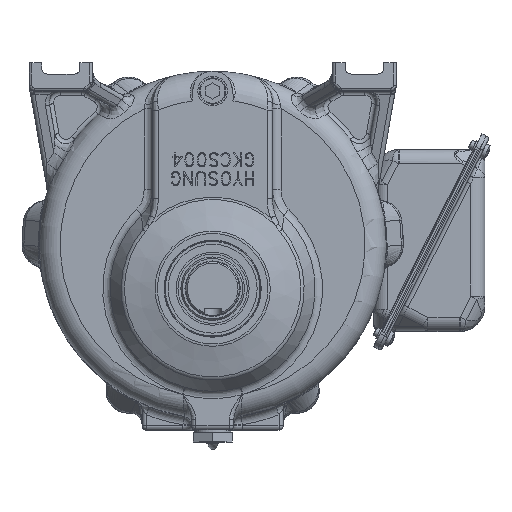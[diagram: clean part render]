
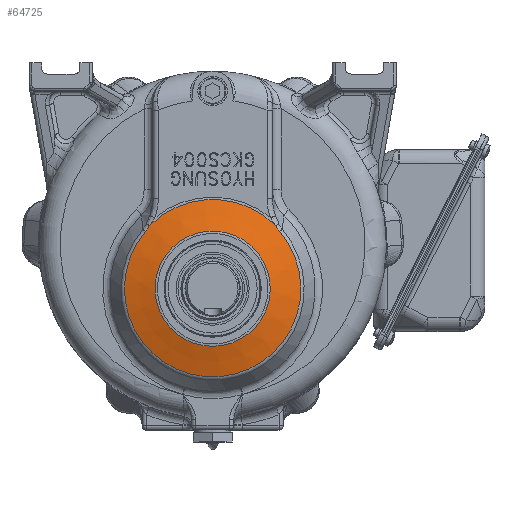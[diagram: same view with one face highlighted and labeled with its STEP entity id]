
A CAD part, top view. The second image highlights one B-rep face of the part: STEP entity #64725.
In plain terms, the highlighted conical face has half-angle 73.74 degrees and reference radius 64 mm.
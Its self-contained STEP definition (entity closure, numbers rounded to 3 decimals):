
#221=CONICAL_SURFACE('',#69209,64.,1.287);
#2101=B_SPLINE_CURVE_WITH_KNOTS('',3,(#96733,#96734,#96735,#96736),
 .UNSPECIFIED.,.F.,.F.,(4,4),(0.,0.005),
 .UNSPECIFIED.);
#2102=B_SPLINE_CURVE_WITH_KNOTS('',3,(#96740,#96741,#96742,#96743),
 .UNSPECIFIED.,.F.,.F.,(4,4),(0.,0.005),.UNSPECIFIED.);
#4905=CIRCLE('',#69210,40.823);
#4906=CIRCLE('',#69211,63.177);
#4907=CIRCLE('',#69212,62.459);
#8461=ORIENTED_EDGE('',*,*,#28532,.T.);
#8462=ORIENTED_EDGE('',*,*,#28533,.T.);
#8463=ORIENTED_EDGE('',*,*,#28534,.T.);
#8464=ORIENTED_EDGE('',*,*,#28535,.T.);
#8465=ORIENTED_EDGE('',*,*,#28536,.T.);
#28532=EDGE_CURVE('',#38543,#38543,#4905,.F.);
#28533=EDGE_CURVE('',#38544,#38545,#4906,.F.);
#28534=EDGE_CURVE('',#38545,#38546,#2101,.T.);
#28535=EDGE_CURVE('',#38546,#38547,#4907,.T.);
#28536=EDGE_CURVE('',#38547,#38544,#2102,.T.);
#38543=VERTEX_POINT('',#96729);
#38544=VERTEX_POINT('',#96731);
#38545=VERTEX_POINT('',#96732);
#38546=VERTEX_POINT('',#96737);
#38547=VERTEX_POINT('',#96739);
#54110=EDGE_LOOP('',(#8461));
#54111=EDGE_LOOP('',(#8462,#8463,#8464,#8465));
#58699=FACE_BOUND('',#54110,.T.);
#58700=FACE_BOUND('',#54111,.T.);
#64725=ADVANCED_FACE('',(#58699,#58700),#221,.T.);
#69209=AXIS2_PLACEMENT_3D('',#96727,#76355,#76356);
#69210=AXIS2_PLACEMENT_3D('',#96728,#76357,#76358);
#69211=AXIS2_PLACEMENT_3D('',#96730,#76359,#76360);
#69212=AXIS2_PLACEMENT_3D('',#96738,#76361,#76362);
#76355=DIRECTION('',(0.,0.,-1.));
#76356=DIRECTION('',(0.,1.,0.));
#76357=DIRECTION('',(0.,0.,1.));
#76358=DIRECTION('',(0.,-1.,0.));
#76359=DIRECTION('',(0.,0.,-1.));
#76360=DIRECTION('',(0.,1.,0.));
#76361=DIRECTION('',(0.,0.,1.));
#76362=DIRECTION('',(0.,-1.,0.));
#96727=CARTESIAN_POINT('',(0.,-31.,104.));
#96728=CARTESIAN_POINT('',(0.,-31.,110.76));
#96729=CARTESIAN_POINT('',(0.,-71.823,110.76));
#96730=CARTESIAN_POINT('',(0.,-31.,104.24));
#96731=CARTESIAN_POINT('',(44.618,13.728,104.24));
#96732=CARTESIAN_POINT('',(-44.618,13.728,104.24));
#96733=CARTESIAN_POINT('',(-44.618,13.728,104.24));
#96734=CARTESIAN_POINT('',(-45.462,12.239,104.374));
#96735=CARTESIAN_POINT('',(-46.419,10.825,104.45));
#96736=CARTESIAN_POINT('',(-47.534,9.516,104.45));
#96737=CARTESIAN_POINT('',(-47.534,9.516,104.45));
#96738=CARTESIAN_POINT('',(0.,-31.,104.45));
#96739=CARTESIAN_POINT('',(47.534,9.516,104.45));
#96740=CARTESIAN_POINT('',(47.534,9.516,104.45));
#96741=CARTESIAN_POINT('',(46.419,10.825,104.45));
#96742=CARTESIAN_POINT('',(45.462,12.239,104.374));
#96743=CARTESIAN_POINT('',(44.618,13.728,104.24));
